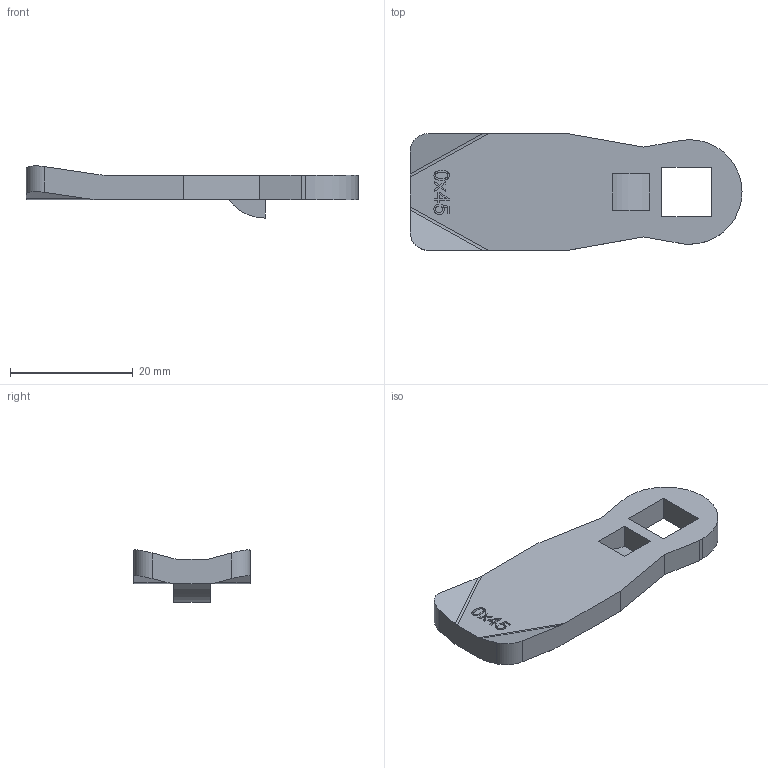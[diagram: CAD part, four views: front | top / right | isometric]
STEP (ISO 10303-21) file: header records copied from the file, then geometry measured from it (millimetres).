
FILE_DESCRIPTION(('STEP AP203'),'1');
FILE_NAME('20403033.step','2015-06-08T07:35:36',(' '),(' '),'Spatial InterOp 3D',' ',' ');
FILE_SCHEMA(('CONFIG_CONTROL_DESIGN'));
Length unit declared in the file: millimetre
Products named in the file (1): 1
Bounding box: 54 x 19 x 8.5 mm (x, y, z)
Volume: 3419.4 mm3; surface area: 2534.2 mm2
Topology: 1 solids, 1 shells, 77 faces, 201 edges, 134 vertices
Faces by surface type: plane 63, cylinder 9, extrusion 5
Entity records: 2537 total; most frequent: CARTESIAN_POINT 729, ORIENTED_EDGE 398, DIRECTION 292, EDGE_CURVE 199, VERTEX_POINT 134, VECTOR 110, LINE 105, AXIS2_PLACEMENT_3D 91
